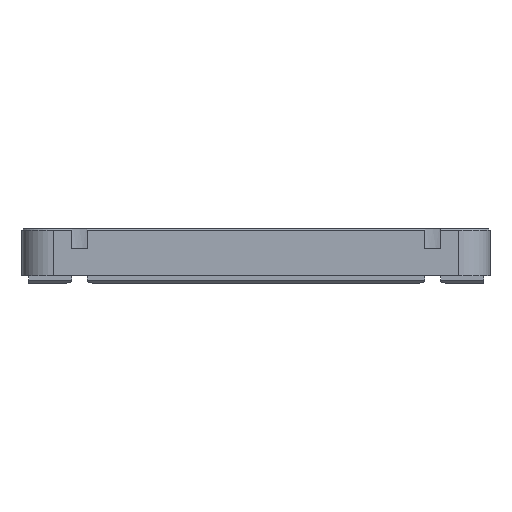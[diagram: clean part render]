
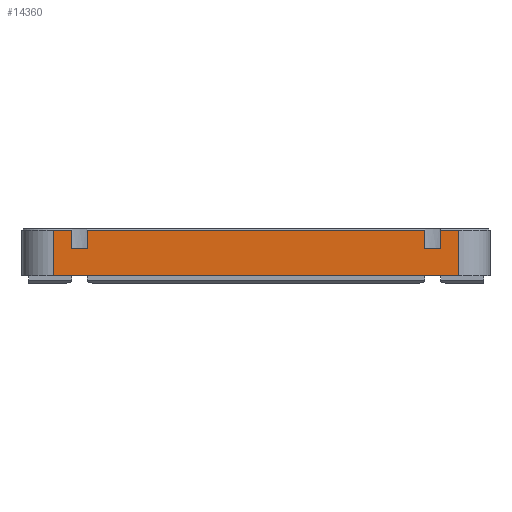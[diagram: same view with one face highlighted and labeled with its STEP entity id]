
A CAD part, front view. The second image highlights one B-rep face of the part: STEP entity #14360.
In plain terms, the highlighted planar face has unit normal (0.003, -1, 0).
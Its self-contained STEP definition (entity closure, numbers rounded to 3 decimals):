
#938=FACE_OUTER_BOUND('',#1862,.T.);
#1862=EDGE_LOOP('',(#9599,#9600,#9601,#9602,#9603,#9604,#9605,#9606,#9607,
#9608,#9609,#9610));
#2818=LINE('',#20703,#4458);
#2872=LINE('',#20845,#4512);
#2873=LINE('',#20849,#4513);
#2874=LINE('',#20851,#4514);
#2875=LINE('',#20853,#4515);
#2876=LINE('',#20855,#4516);
#2877=LINE('',#20857,#4517);
#2878=LINE('',#20859,#4518);
#2879=LINE('',#20861,#4519);
#2880=LINE('',#20863,#4520);
#2881=LINE('',#20865,#4521);
#2882=LINE('',#20866,#4522);
#4458=VECTOR('',#16544,10.);
#4512=VECTOR('',#16682,4.);
#4513=VECTOR('',#16687,10.);
#4514=VECTOR('',#16688,10.);
#4515=VECTOR('',#16689,10.);
#4516=VECTOR('',#16690,10.);
#4517=VECTOR('',#16691,10.);
#4518=VECTOR('',#16692,10.);
#4519=VECTOR('',#16693,10.);
#4520=VECTOR('',#16694,10.);
#4521=VECTOR('',#16695,4.);
#4522=VECTOR('',#16696,10.);
#6098=VERTEX_POINT('',#20700);
#6099=VERTEX_POINT('',#20702);
#6145=VERTEX_POINT('',#20844);
#6146=VERTEX_POINT('',#20848);
#6147=VERTEX_POINT('',#20850);
#6148=VERTEX_POINT('',#20852);
#6149=VERTEX_POINT('',#20854);
#6150=VERTEX_POINT('',#20856);
#6151=VERTEX_POINT('',#20858);
#6152=VERTEX_POINT('',#20860);
#6153=VERTEX_POINT('',#20862);
#6154=VERTEX_POINT('',#20864);
#7355=EDGE_CURVE('',#6098,#6099,#2818,.T.);
#7426=EDGE_CURVE('',#6099,#6145,#2872,.T.);
#7428=EDGE_CURVE('',#6098,#6146,#2873,.T.);
#7429=EDGE_CURVE('',#6147,#6146,#2874,.T.);
#7430=EDGE_CURVE('',#6147,#6148,#2875,.T.);
#7431=EDGE_CURVE('',#6149,#6148,#2876,.T.);
#7432=EDGE_CURVE('',#6149,#6150,#2877,.T.);
#7433=EDGE_CURVE('',#6151,#6150,#2878,.T.);
#7434=EDGE_CURVE('',#6151,#6152,#2879,.T.);
#7435=EDGE_CURVE('',#6153,#6152,#2880,.T.);
#7436=EDGE_CURVE('',#6154,#6153,#2881,.T.);
#7437=EDGE_CURVE('',#6145,#6154,#2882,.T.);
#9599=ORIENTED_EDGE('',*,*,#7355,.F.);
#9600=ORIENTED_EDGE('',*,*,#7428,.T.);
#9601=ORIENTED_EDGE('',*,*,#7429,.F.);
#9602=ORIENTED_EDGE('',*,*,#7430,.T.);
#9603=ORIENTED_EDGE('',*,*,#7431,.F.);
#9604=ORIENTED_EDGE('',*,*,#7432,.T.);
#9605=ORIENTED_EDGE('',*,*,#7433,.F.);
#9606=ORIENTED_EDGE('',*,*,#7434,.T.);
#9607=ORIENTED_EDGE('',*,*,#7435,.F.);
#9608=ORIENTED_EDGE('',*,*,#7436,.F.);
#9609=ORIENTED_EDGE('',*,*,#7437,.F.);
#9610=ORIENTED_EDGE('',*,*,#7426,.F.);
#13770=PLANE('',#15325);
#14360=ADVANCED_FACE('',(#938),#13770,.T.);
#15325=AXIS2_PLACEMENT_3D('',#20847,#16685,#16686);
#16544=DIRECTION('',(1.,0.003,0.));
#16682=DIRECTION('',(0.,0.,-1.));
#16685=DIRECTION('center_axis',(0.003,-1.,
0.));
#16686=DIRECTION('ref_axis',(1.,0.003,0.));
#16687=DIRECTION('',(0.,0.,-1.));
#16688=DIRECTION('',(1.,0.003,0.));
#16689=DIRECTION('',(0.,0.,1.));
#16690=DIRECTION('',(1.,0.003,0.));
#16691=DIRECTION('',(0.,0.,-1.));
#16692=DIRECTION('',(1.,0.003,0.));
#16693=DIRECTION('',(0.,0.,1.));
#16694=DIRECTION('',(1.,0.003,0.));
#16695=DIRECTION('',(0.,0.,1.));
#16696=DIRECTION('',(-1.,-0.003,0.));
#20700=CARTESIAN_POINT('',(22.666,-39.102,3.295));
#20702=CARTESIAN_POINT('',(24.971,-39.095,3.295));
#20703=CARTESIAN_POINT('',(-16.31,-39.229,3.295));
#20844=CARTESIAN_POINT('',(24.971,-39.095,-2.505));
#20845=CARTESIAN_POINT('',(24.971,-39.095,3.495));
#20847=CARTESIAN_POINT('Origin',(-31.81,-39.28,-2.505));
#20848=CARTESIAN_POINT('',(22.666,-39.102,0.895));
#20849=CARTESIAN_POINT('',(22.666,-39.102,0.495));
#20850=CARTESIAN_POINT('',(20.666,-39.109,0.895));
#20851=CARTESIAN_POINT('',(20.666,-39.109,0.895));
#20852=CARTESIAN_POINT('',(20.666,-39.109,3.295));
#20853=CARTESIAN_POINT('',(20.666,-39.109,0.495));
#20854=CARTESIAN_POINT('',(-22.334,-39.249,3.295));
#20855=CARTESIAN_POINT('',(-16.31,-39.229,3.295));
#20856=CARTESIAN_POINT('',(-22.334,-39.249,0.895));
#20857=CARTESIAN_POINT('',(-22.334,-39.249,0.495));
#20858=CARTESIAN_POINT('',(-24.334,-39.256,0.895));
#20859=CARTESIAN_POINT('',(-24.334,-39.256,0.895));
#20860=CARTESIAN_POINT('',(-24.334,-39.256,3.295));
#20861=CARTESIAN_POINT('',(-24.334,-39.256,0.495));
#20862=CARTESIAN_POINT('',(-26.652,-39.263,3.295));
#20863=CARTESIAN_POINT('',(-16.31,-39.229,3.295));
#20864=CARTESIAN_POINT('',(-26.652,-39.263,-2.505));
#20865=CARTESIAN_POINT('',(-26.652,-39.263,3.495));
#20866=CARTESIAN_POINT('',(30.161,-39.078,-2.505));
